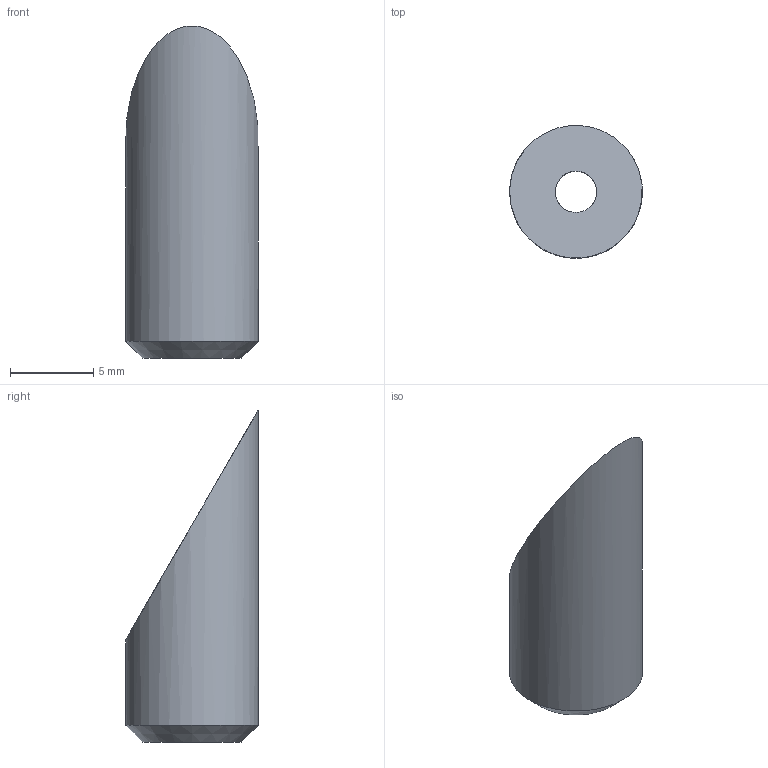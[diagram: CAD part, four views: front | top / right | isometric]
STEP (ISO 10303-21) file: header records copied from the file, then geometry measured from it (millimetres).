
FILE_DESCRIPTION (( 'STEP AP214' ), '1' );
FILE_NAME ('pente.STEP', '2019-10-29T17:47:44', ( '' ), ( '' ), 'SwSTEP 2.0', 'SolidWorks 2016', '' );
FILE_SCHEMA (( 'AUTOMOTIVE_DESIGN' ));
Length unit declared in the file: millimetre
Products named in the file (1): pente
Bounding box: 8 x 8 x 19.99 mm (x, y, z)
Volume: 581.1 mm3; surface area: 550.1 mm2
Topology: 1 solids, 1 shells, 6 faces, 12 edges, 8 vertices
Faces by surface type: cylinder 2, plane 2, cone 2
Full cylindrical faces by diameter (mm): 2.5 x1, 8 x1
Entity records: 177 total; most frequent: CARTESIAN_POINT 31, DIRECTION 22, EDGE_LOOP 12, ORIENTED_EDGE 12, AXIS2_PLACEMENT_3D 11, FACE_OUTER_BOUND 8, VERTEX_POINT 6, ADVANCED_FACE 6
